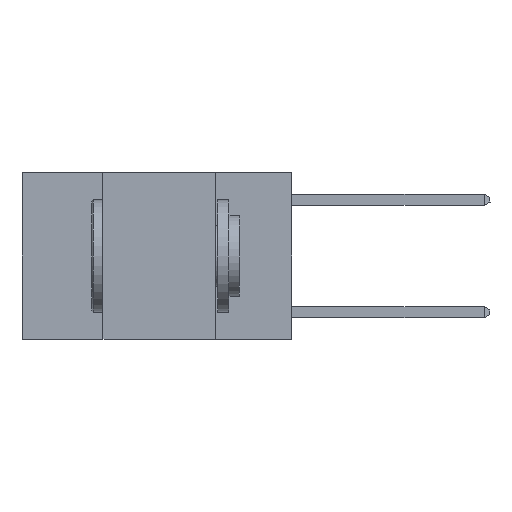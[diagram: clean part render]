
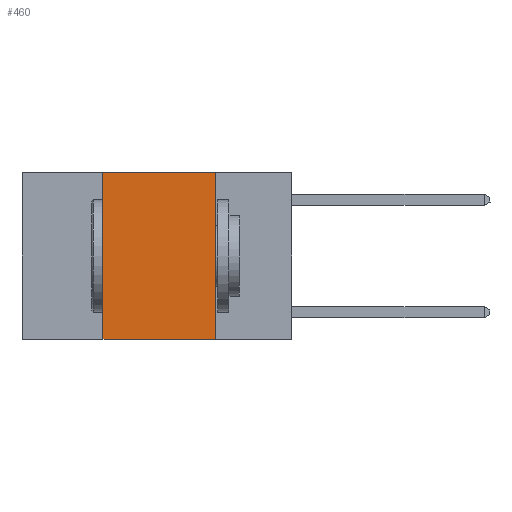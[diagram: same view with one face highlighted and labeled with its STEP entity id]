
A CAD part, left-side view. The second image highlights one B-rep face of the part: STEP entity #460.
In plain terms, the highlighted planar face has unit normal (-1, 0, 0).
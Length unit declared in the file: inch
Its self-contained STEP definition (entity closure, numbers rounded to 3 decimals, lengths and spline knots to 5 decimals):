
#178 = DIRECTION ( 'NONE',  ( 0., 0., 1. ) ) ;
#460 = ADVANCED_FACE ( 'NONE', ( #1628 ), #9123, .F. ) ;
#526 = CARTESIAN_POINT ( 'NONE',  ( 0., 0.6, 0. ) ) ;
#620 = VECTOR ( 'NONE', #2563, 39.37008 ) ;
#886 = VERTEX_POINT ( 'NONE', #1854 ) ;
#1531 = CARTESIAN_POINT ( 'NONE',  ( 0., 0.6, 0. ) ) ;
#1628 = FACE_OUTER_BOUND ( 'NONE', #2080, .T. ) ;
#1635 = CARTESIAN_POINT ( 'NONE',  ( 0., 0.17, 0. ) ) ;
#1750 = VECTOR ( 'NONE', #178, 39.37008 ) ;
#1854 = CARTESIAN_POINT ( 'NONE',  ( 0., 0.17, 0. ) ) ;
#1886 = DIRECTION ( 'NONE',  ( 0., -1., 0. ) ) ;
#2080 = EDGE_LOOP ( 'NONE', ( #2317, #7789, #10866, #9656 ) ) ;
#2087 = CARTESIAN_POINT ( 'NONE',  ( 0., 0.42, 0. ) ) ;
#2291 = DIRECTION ( 'NONE',  ( 0., 0., -1. ) ) ;
#2317 = ORIENTED_EDGE ( 'NONE', *, *, #3925, .F. ) ;
#2340 = EDGE_CURVE ( 'NONE', #4356, #886, #10531, .T. ) ;
#2563 = DIRECTION ( 'NONE',  ( 0., 0., -1. ) ) ;
#2791 = AXIS2_PLACEMENT_3D ( 'NONE', #1531, #5920, #2291 ) ;
#3925 = EDGE_CURVE ( 'NONE', #886, #7082, #5390, .T. ) ;
#3981 = VECTOR ( 'NONE', #8273, 39.37008 ) ;
#4126 = LINE ( 'NONE', #2087, #1750 ) ;
#4356 = VERTEX_POINT ( 'NONE', #4791 ) ;
#4791 = CARTESIAN_POINT ( 'NONE',  ( 0., 0.42, 0. ) ) ;
#5354 = CARTESIAN_POINT ( 'NONE',  ( 0., 0.6, -0.37 ) ) ;
#5390 = LINE ( 'NONE', #1635, #620 ) ;
#5753 = LINE ( 'NONE', #5354, #7972 ) ;
#5767 = EDGE_CURVE ( 'NONE', #7299, #7082, #5753, .T. ) ;
#5917 = CARTESIAN_POINT ( 'NONE',  ( 0., 0.17, -0.37 ) ) ;
#5920 = DIRECTION ( 'NONE',  ( 1., 0., 0. ) ) ;
#6058 = CARTESIAN_POINT ( 'NONE',  ( 0., 0.42, -0.37 ) ) ;
#7082 = VERTEX_POINT ( 'NONE', #5917 ) ;
#7299 = VERTEX_POINT ( 'NONE', #6058 ) ;
#7789 = ORIENTED_EDGE ( 'NONE', *, *, #2340, .F. ) ;
#7972 = VECTOR ( 'NONE', #1886, 39.37008 ) ;
#8273 = DIRECTION ( 'NONE',  ( 0., -1., 0. ) ) ;
#9123 = PLANE ( 'NONE',  #2791 ) ;
#9656 = ORIENTED_EDGE ( 'NONE', *, *, #5767, .T. ) ;
#10531 = LINE ( 'NONE', #526, #3981 ) ;
#10866 = ORIENTED_EDGE ( 'NONE', *, *, #11082, .F. ) ;
#11082 = EDGE_CURVE ( 'NONE', #7299, #4356, #4126, .T. ) ;
